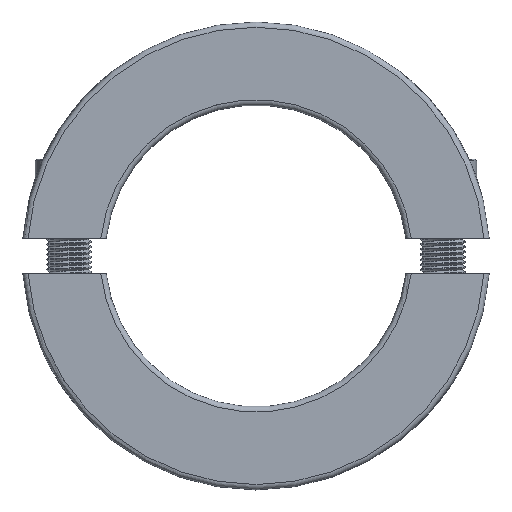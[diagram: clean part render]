
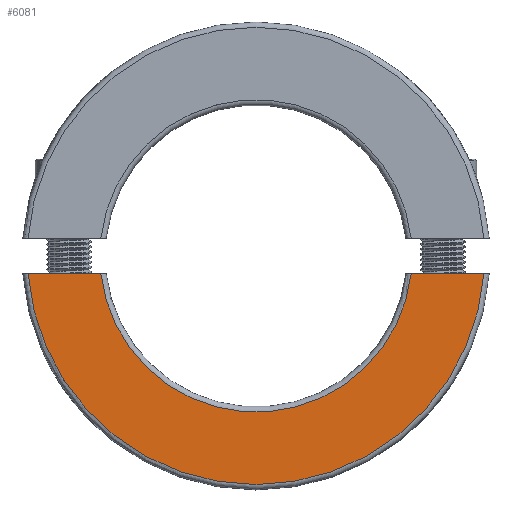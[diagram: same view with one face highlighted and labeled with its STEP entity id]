
A CAD part, top view. The second image highlights one B-rep face of the part: STEP entity #6081.
In plain terms, the highlighted planar face has unit normal (0, 0, 1).
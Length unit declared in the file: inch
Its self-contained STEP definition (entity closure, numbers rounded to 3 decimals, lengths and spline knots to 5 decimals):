
#1305 = VECTOR ( 'NONE', #7163, 39.37008 ) ;
#1599 = DIRECTION ( 'NONE',  ( 0., 0., 1. ) ) ;
#1786 = CARTESIAN_POINT ( 'NONE',  ( -1.88817, -0.14531, 0.4375 ) ) ;
#2117 = AXIS2_PLACEMENT_3D ( 'NONE', #5667, #11378, #11337 ) ;
#2345 = CARTESIAN_POINT ( 'NONE',  ( 1.28556, -0.14531, 0.4375 ) ) ;
#2425 = AXIS2_PLACEMENT_3D ( 'NONE', #13450, #5701, #10082 ) ;
#3114 = VERTEX_POINT ( 'NONE', #9685 ) ;
#3363 = VERTEX_POINT ( 'NONE', #2345 ) ;
#4002 = FACE_OUTER_BOUND ( 'NONE', #7935, .T. ) ;
#4221 = EDGE_CURVE ( 'NONE', #3363, #3114, #10580, .T. ) ;
#4527 = ORIENTED_EDGE ( 'NONE', *, *, #5329, .T. ) ;
#4903 = CARTESIAN_POINT ( 'NONE',  ( 1.93204, -0.14531, 0.4375 ) ) ;
#5329 = EDGE_CURVE ( 'NONE', #8004, #7456, #13067, .T. ) ;
#5449 = DIRECTION ( 'NONE',  ( -1., 0., 0. ) ) ;
#5667 = CARTESIAN_POINT ( 'NONE',  ( 0., 0., 0.4375 ) ) ;
#5701 = DIRECTION ( 'NONE',  ( 0., 0., 1. ) ) ;
#6081 = ADVANCED_FACE ( 'NONE', ( #4002 ), #12294, .T. ) ;
#6325 = EDGE_CURVE ( 'NONE', #7456, #3363, #6656, .T. ) ;
#6465 = LINE ( 'NONE', #8519, #8386 ) ;
#6656 = LINE ( 'NONE', #4903, #1305 ) ;
#7061 = EDGE_CURVE ( 'NONE', #3114, #8004, #6465, .T. ) ;
#7163 = DIRECTION ( 'NONE',  ( -1., 0., 0. ) ) ;
#7234 = CARTESIAN_POINT ( 'NONE',  ( 0., 0., 0.4375 ) ) ;
#7456 = VERTEX_POINT ( 'NONE', #12982 ) ;
#7935 = EDGE_LOOP ( 'NONE', ( #13361, #4527, #11225, #8767 ) ) ;
#8004 = VERTEX_POINT ( 'NONE', #1786 ) ;
#8386 = VECTOR ( 'NONE', #5449, 39.37008 ) ;
#8461 = DIRECTION ( 'NONE',  ( 1., 0., 0. ) ) ;
#8519 = CARTESIAN_POINT ( 'NONE',  ( -1.24152, -0.14531, 0.4375 ) ) ;
#8767 = ORIENTED_EDGE ( 'NONE', *, *, #4221, .T. ) ;
#9685 = CARTESIAN_POINT ( 'NONE',  ( -1.28556, -0.14531, 0.4375 ) ) ;
#10082 = DIRECTION ( 'NONE',  ( 1., 0., 0. ) ) ;
#10580 = CIRCLE ( 'NONE', #2117, 1.29375 ) ;
#11225 = ORIENTED_EDGE ( 'NONE', *, *, #6325, .T. ) ;
#11337 = DIRECTION ( 'NONE',  ( 1., 0., 0. ) ) ;
#11378 = DIRECTION ( 'NONE',  ( 0., 0., -1. ) ) ;
#12294 = PLANE ( 'NONE',  #2425 ) ;
#12982 = CARTESIAN_POINT ( 'NONE',  ( 1.88817, -0.14531, 0.4375 ) ) ;
#13067 = CIRCLE ( 'NONE', #14715, 1.89375 ) ;
#13361 = ORIENTED_EDGE ( 'NONE', *, *, #7061, .T. ) ;
#13450 = CARTESIAN_POINT ( 'NONE',  ( 0., 0., 0.4375 ) ) ;
#14715 = AXIS2_PLACEMENT_3D ( 'NONE', #7234, #1599, #8461 ) ;
